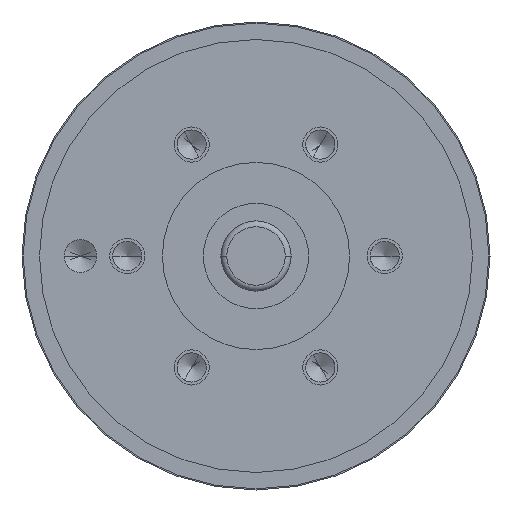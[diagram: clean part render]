
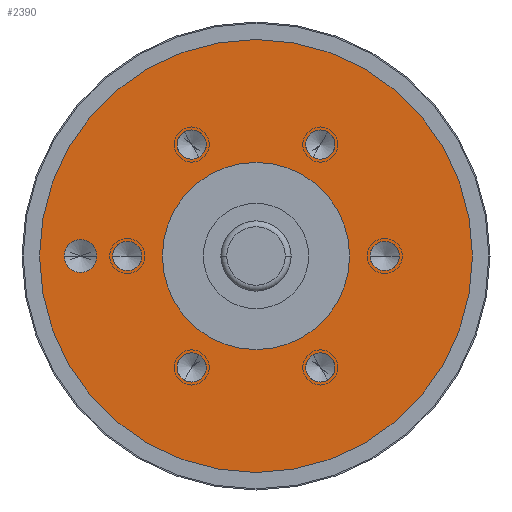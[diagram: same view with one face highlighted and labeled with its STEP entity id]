
A CAD part, left-side view. The second image highlights one B-rep face of the part: STEP entity #2390.
In plain terms, the highlighted planar face has unit normal (-1, 0, 0).
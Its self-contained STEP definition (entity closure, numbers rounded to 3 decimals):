
#29=CARTESIAN_POINT('',(0.,0.,0.));
#30=DIRECTION('',(1.,0.,0.));
#31=DIRECTION('',(0.,1.,0.));
#32=AXIS2_PLACEMENT_3D('',#29,#30,#31);
#34=CARTESIAN_POINT('',(0.,0.,0.));
#35=DIRECTION('',(1.,0.,0.));
#36=DIRECTION('',(0.,-1.,0.));
#37=AXIS2_PLACEMENT_3D('',#34,#35,#36);
#39=CARTESIAN_POINT('',(0.,0.,0.));
#40=DIRECTION('',(-1.,0.,0.));
#41=DIRECTION('',(0.,1.,0.));
#42=AXIS2_PLACEMENT_3D('',#39,#40,#41);
#44=CARTESIAN_POINT('',(0.,0.,0.));
#45=DIRECTION('',(-1.,0.,0.));
#46=DIRECTION('',(0.,-1.,0.));
#47=AXIS2_PLACEMENT_3D('',#44,#45,#46);
#49=CARTESIAN_POINT('',(0.,15.,0.));
#50=DIRECTION('',(-1.,0.,0.));
#51=DIRECTION('',(0.,1.,0.));
#52=AXIS2_PLACEMENT_3D('',#49,#50,#51);
#54=CARTESIAN_POINT('',(0.,15.,0.));
#55=DIRECTION('',(-1.,0.,0.));
#56=DIRECTION('',(0.,-1.,0.));
#57=AXIS2_PLACEMENT_3D('',#54,#55,#56);
#59=CARTESIAN_POINT('',(0.,11.,0.));
#60=DIRECTION('',(-1.,0.,0.));
#61=DIRECTION('',(0.,1.,0.));
#62=AXIS2_PLACEMENT_3D('',#59,#60,#61);
#64=CARTESIAN_POINT('',(0.,11.,0.));
#65=DIRECTION('',(-1.,0.,0.));
#66=DIRECTION('',(0.,-1.,0.));
#67=AXIS2_PLACEMENT_3D('',#64,#65,#66);
#69=CARTESIAN_POINT('',(0.,5.5,9.526));
#70=DIRECTION('',(-1.,0.,0.));
#71=DIRECTION('',(0.,0.5,0.866));
#72=AXIS2_PLACEMENT_3D('',#69,#70,#71);
#74=CARTESIAN_POINT('',(0.,5.5,9.526));
#75=DIRECTION('',(-1.,0.,0.));
#76=DIRECTION('',(0.,-0.5,-0.866));
#77=AXIS2_PLACEMENT_3D('',#74,#75,#76);
#79=CARTESIAN_POINT('',(0.,-5.5,9.526));
#80=DIRECTION('',(-1.,0.,0.));
#81=DIRECTION('',(0.,-0.5,0.866));
#82=AXIS2_PLACEMENT_3D('',#79,#80,#81);
#84=CARTESIAN_POINT('',(0.,-5.5,9.526));
#85=DIRECTION('',(-1.,0.,0.));
#86=DIRECTION('',(0.,0.5,-0.866));
#87=AXIS2_PLACEMENT_3D('',#84,#85,#86);
#89=CARTESIAN_POINT('',(0.,-11.,0.));
#90=DIRECTION('',(-1.,0.,0.));
#91=DIRECTION('',(0.,-1.,0.));
#92=AXIS2_PLACEMENT_3D('',#89,#90,#91);
#94=CARTESIAN_POINT('',(0.,-11.,0.));
#95=DIRECTION('',(-1.,0.,0.));
#96=DIRECTION('',(0.,1.,0.));
#97=AXIS2_PLACEMENT_3D('',#94,#95,#96);
#99=CARTESIAN_POINT('',(0.,-5.5,-9.526));
#100=DIRECTION('',(-1.,0.,0.));
#101=DIRECTION('',(0.,-0.5,-0.866));
#102=AXIS2_PLACEMENT_3D('',#99,#100,#101);
#104=CARTESIAN_POINT('',(0.,-5.5,-9.526));
#105=DIRECTION('',(-1.,0.,0.));
#106=DIRECTION('',(0.,0.5,0.866));
#107=AXIS2_PLACEMENT_3D('',#104,#105,#106);
#109=CARTESIAN_POINT('',(0.,5.5,-9.526));
#110=DIRECTION('',(-1.,0.,0.));
#111=DIRECTION('',(0.,0.5,-0.866));
#112=AXIS2_PLACEMENT_3D('',#109,#110,#111);
#114=CARTESIAN_POINT('',(0.,5.5,-9.526));
#115=DIRECTION('',(-1.,0.,0.));
#116=DIRECTION('',(0.,-0.5,0.866));
#117=AXIS2_PLACEMENT_3D('',#114,#115,#116);
#1789=CARTESIAN_POINT('',(0.,8.,0.));
#1790=VERTEX_POINT('',#1789);
#1791=CARTESIAN_POINT('',(0.,-8.,0.));
#1792=VERTEX_POINT('',#1791);
#1793=CARTESIAN_POINT('',(0.,18.5,0.));
#1794=CARTESIAN_POINT('',(0.,-18.5,0.));
#1795=VERTEX_POINT('',#1793);
#1796=VERTEX_POINT('',#1794);
#1797=CARTESIAN_POINT('',(0.,16.4,0.));
#1798=CARTESIAN_POINT('',(0.,13.6,0.));
#1799=VERTEX_POINT('',#1797);
#1800=VERTEX_POINT('',#1798);
#1801=CARTESIAN_POINT('',(0.,12.25,0.));
#1802=CARTESIAN_POINT('',(0.,9.75,0.));
#1803=VERTEX_POINT('',#1801);
#1804=VERTEX_POINT('',#1802);
#1805=CARTESIAN_POINT('',(0.,6.125,10.609));
#1806=CARTESIAN_POINT('',(0.,4.875,8.444));
#1807=VERTEX_POINT('',#1805);
#1808=VERTEX_POINT('',#1806);
#1809=CARTESIAN_POINT('',(0.,-6.125,10.609));
#1810=CARTESIAN_POINT('',(0.,-4.875,8.444));
#1811=VERTEX_POINT('',#1809);
#1812=VERTEX_POINT('',#1810);
#1813=CARTESIAN_POINT('',(0.,-12.25,0.));
#1814=CARTESIAN_POINT('',(0.,-9.75,0.));
#1815=VERTEX_POINT('',#1813);
#1816=VERTEX_POINT('',#1814);
#1817=CARTESIAN_POINT('',(0.,-6.125,-10.609));
#1818=CARTESIAN_POINT('',(0.,-4.875,-8.444));
#1819=VERTEX_POINT('',#1817);
#1820=VERTEX_POINT('',#1818);
#1821=CARTESIAN_POINT('',(0.,6.125,-10.609));
#1822=CARTESIAN_POINT('',(0.,4.875,-8.444));
#1823=VERTEX_POINT('',#1821);
#1824=VERTEX_POINT('',#1822);
#2333=CARTESIAN_POINT('',(0.,0.,0.));
#2334=DIRECTION('',(1.,0.,0.));
#2335=DIRECTION('',(0.,-1.,0.));
#2336=AXIS2_PLACEMENT_3D('',#2333,#2334,#2335);
#2337=PLANE('',#2336);
#2339=ORIENTED_EDGE('',*,*,#2338,.T.);
#2341=ORIENTED_EDGE('',*,*,#2340,.T.);
#2342=EDGE_LOOP('',(#2339,#2341));
#2343=FACE_OUTER_BOUND('',#2342,.F.);
#2344=ORIENTED_EDGE('',*,*,#2315,.T.);
#2345=ORIENTED_EDGE('',*,*,#2326,.T.);
#2346=EDGE_LOOP('',(#2344,#2345));
#2347=FACE_BOUND('',#2346,.F.);
#2349=ORIENTED_EDGE('',*,*,#2348,.T.);
#2351=ORIENTED_EDGE('',*,*,#2350,.T.);
#2352=EDGE_LOOP('',(#2349,#2351));
#2353=FACE_BOUND('',#2352,.F.);
#2355=ORIENTED_EDGE('',*,*,#2354,.T.);
#2357=ORIENTED_EDGE('',*,*,#2356,.T.);
#2358=EDGE_LOOP('',(#2355,#2357));
#2359=FACE_BOUND('',#2358,.F.);
#2361=ORIENTED_EDGE('',*,*,#2360,.T.);
#2363=ORIENTED_EDGE('',*,*,#2362,.T.);
#2364=EDGE_LOOP('',(#2361,#2363));
#2365=FACE_BOUND('',#2364,.F.);
#2367=ORIENTED_EDGE('',*,*,#2366,.T.);
#2369=ORIENTED_EDGE('',*,*,#2368,.T.);
#2370=EDGE_LOOP('',(#2367,#2369));
#2371=FACE_BOUND('',#2370,.F.);
#2373=ORIENTED_EDGE('',*,*,#2372,.T.);
#2375=ORIENTED_EDGE('',*,*,#2374,.T.);
#2376=EDGE_LOOP('',(#2373,#2375));
#2377=FACE_BOUND('',#2376,.F.);
#2379=ORIENTED_EDGE('',*,*,#2378,.T.);
#2381=ORIENTED_EDGE('',*,*,#2380,.T.);
#2382=EDGE_LOOP('',(#2379,#2381));
#2383=FACE_BOUND('',#2382,.F.);
#2385=ORIENTED_EDGE('',*,*,#2384,.T.);
#2387=ORIENTED_EDGE('',*,*,#2386,.T.);
#2388=EDGE_LOOP('',(#2385,#2387));
#2389=FACE_BOUND('',#2388,.F.);
#2390=ADVANCED_FACE('',(#2343,#2347,#2353,#2359,#2365,#2371,#2377,#2383,#2389),
#2337,.F.);
#33=CIRCLE('',#32,18.5);
#38=CIRCLE('',#37,18.5);
#43=CIRCLE('',#42,8.);
#48=CIRCLE('',#47,8.);
#53=CIRCLE('',#52,1.4);
#58=CIRCLE('',#57,1.4);
#63=CIRCLE('',#62,1.25);
#68=CIRCLE('',#67,1.25);
#73=CIRCLE('',#72,1.25);
#78=CIRCLE('',#77,1.25);
#83=CIRCLE('',#82,1.25);
#88=CIRCLE('',#87,1.25);
#93=CIRCLE('',#92,1.25);
#98=CIRCLE('',#97,1.25);
#103=CIRCLE('',#102,1.25);
#108=CIRCLE('',#107,1.25);
#113=CIRCLE('',#112,1.25);
#118=CIRCLE('',#117,1.25);
#2315=EDGE_CURVE('',#1790,#1792,#43,.T.);
#2326=EDGE_CURVE('',#1792,#1790,#48,.T.);
#2338=EDGE_CURVE('',#1795,#1796,#33,.T.);
#2340=EDGE_CURVE('',#1796,#1795,#38,.T.);
#2348=EDGE_CURVE('',#1799,#1800,#53,.T.);
#2350=EDGE_CURVE('',#1800,#1799,#58,.T.);
#2354=EDGE_CURVE('',#1803,#1804,#63,.T.);
#2356=EDGE_CURVE('',#1804,#1803,#68,.T.);
#2360=EDGE_CURVE('',#1807,#1808,#73,.T.);
#2362=EDGE_CURVE('',#1808,#1807,#78,.T.);
#2366=EDGE_CURVE('',#1811,#1812,#83,.T.);
#2368=EDGE_CURVE('',#1812,#1811,#88,.T.);
#2372=EDGE_CURVE('',#1815,#1816,#93,.T.);
#2374=EDGE_CURVE('',#1816,#1815,#98,.T.);
#2378=EDGE_CURVE('',#1819,#1820,#103,.T.);
#2380=EDGE_CURVE('',#1820,#1819,#108,.T.);
#2384=EDGE_CURVE('',#1823,#1824,#113,.T.);
#2386=EDGE_CURVE('',#1824,#1823,#118,.T.);
